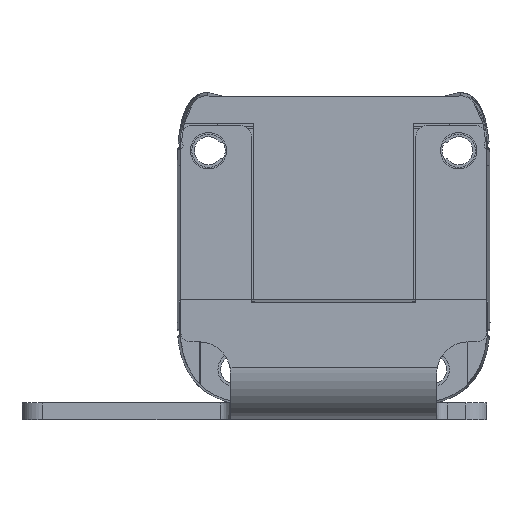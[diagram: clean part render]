
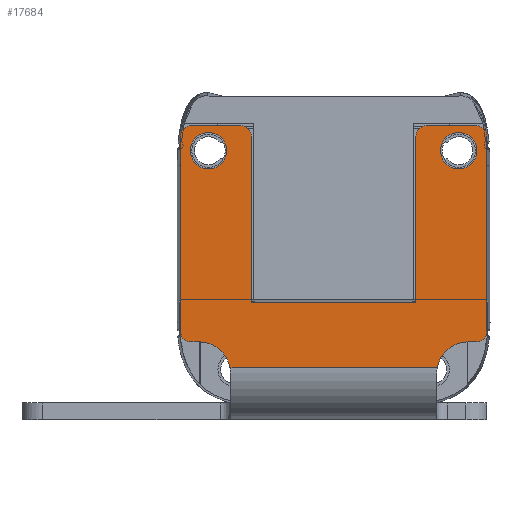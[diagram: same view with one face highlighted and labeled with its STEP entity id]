
A CAD part, front view. The second image highlights one B-rep face of the part: STEP entity #17684.
In plain terms, the highlighted planar face has unit normal (0, -1, 0).
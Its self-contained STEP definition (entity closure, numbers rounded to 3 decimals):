
#16743=DIRECTION('',(-1.,0.,0.));
#16744=VECTOR('',#16743,19.878);
#16745=CARTESIAN_POINT('',(9.939,105.8,-138.994));
#16746=LINE('',#16745,#16744);
#16766=CARTESIAN_POINT('',(12.89,105.8,-139.533));
#16767=DIRECTION('',(0.,1.,0.));
#16768=DIRECTION('',(-0.984,0.,0.18));
#16769=AXIS2_PLACEMENT_3D('',#16766,#16767,#16768);
#16771=CARTESIAN_POINT('',(-12.89,105.8,-139.533));
#16772=DIRECTION('',(0.,1.,0.));
#16773=DIRECTION('',(0.,0.,1.));
#16774=AXIS2_PLACEMENT_3D('',#16771,#16772,#16773);
#16776=CARTESIAN_POINT('',(-13.69,105.8,-135.533));
#16777=DIRECTION('',(0.,-1.,0.));
#16778=DIRECTION('',(-1.,0.,0.));
#16779=AXIS2_PLACEMENT_3D('',#16776,#16777,#16778);
#16781=DIRECTION('',(0.,0.,-1.));
#16782=VECTOR('',#16781,18.733);
#16783=CARTESIAN_POINT('',(-14.69,105.8,-116.8));
#16784=LINE('',#16783,#16782);
#16785=CARTESIAN_POINT('',(-13.69,105.8,-116.8));
#16786=DIRECTION('',(0.,-1.,0.));
#16787=DIRECTION('',(0.,0.,1.));
#16788=AXIS2_PLACEMENT_3D('',#16785,#16786,#16787);
#16790=DIRECTION('',(-1.,0.,0.));
#16791=VECTOR('',#16790,4.8);
#16792=CARTESIAN_POINT('',(-8.89,105.8,-115.8));
#16793=LINE('',#16792,#16791);
#16794=CARTESIAN_POINT('',(-8.89,105.8,-116.8));
#16795=DIRECTION('',(0.,-1.,0.));
#16796=DIRECTION('',(1.,0.,0.));
#16797=AXIS2_PLACEMENT_3D('',#16794,#16795,#16796);
#16799=DIRECTION('',(-1.,0.,0.));
#16800=VECTOR('',#16799,15.78);
#16801=CARTESIAN_POINT('',(7.89,105.8,-132.733));
#16802=LINE('',#16801,#16800);
#16803=DIRECTION('',(0.,0.,-1.));
#16804=VECTOR('',#16803,15.933);
#16805=CARTESIAN_POINT('',(7.89,105.8,-116.8));
#16806=LINE('',#16805,#16804);
#16807=CARTESIAN_POINT('',(8.89,105.8,-116.8));
#16808=DIRECTION('',(0.,-1.,0.));
#16809=DIRECTION('',(0.,0.,1.));
#16810=AXIS2_PLACEMENT_3D('',#16807,#16808,#16809);
#16812=CARTESIAN_POINT('',(13.69,105.8,-116.8));
#16813=DIRECTION('',(0.,-1.,0.));
#16814=DIRECTION('',(1.,0.,0.));
#16815=AXIS2_PLACEMENT_3D('',#16812,#16813,#16814);
#16817=CARTESIAN_POINT('',(13.69,105.8,-135.533));
#16818=DIRECTION('',(0.,-1.,0.));
#16819=DIRECTION('',(0.,0.,-1.));
#16820=AXIS2_PLACEMENT_3D('',#16817,#16818,#16819);
#16822=DIRECTION('',(1.,0.,0.));
#16823=VECTOR('',#16822,0.8);
#16824=CARTESIAN_POINT('',(12.89,105.8,-136.533));
#16825=LINE('',#16824,#16823);
#16826=CARTESIAN_POINT('',(-12.,105.8,-118.2));
#16827=DIRECTION('',(0.,1.,0.));
#16828=DIRECTION('',(0.,0.,1.));
#16829=AXIS2_PLACEMENT_3D('',#16826,#16827,#16828);
#16831=CARTESIAN_POINT('',(-12.,105.8,-118.2));
#16832=DIRECTION('',(0.,1.,0.));
#16833=DIRECTION('',(-1.,0.,0.));
#16834=AXIS2_PLACEMENT_3D('',#16831,#16832,#16833);
#16836=CARTESIAN_POINT('',(-12.,105.8,-118.2));
#16837=DIRECTION('',(0.,1.,0.));
#16838=DIRECTION('',(1.,0.,0.));
#16839=AXIS2_PLACEMENT_3D('',#16836,#16837,#16838);
#16841=CARTESIAN_POINT('',(12.,105.8,-118.2));
#16842=DIRECTION('',(0.,1.,0.));
#16843=DIRECTION('',(0.,0.,-1.));
#16844=AXIS2_PLACEMENT_3D('',#16841,#16842,#16843);
#16846=CARTESIAN_POINT('',(12.,105.8,-118.2));
#16847=DIRECTION('',(0.,1.,0.));
#16848=DIRECTION('',(1.,0.,0.));
#16849=AXIS2_PLACEMENT_3D('',#16846,#16847,#16848);
#16851=CARTESIAN_POINT('',(12.,105.8,-118.2));
#16852=DIRECTION('',(0.,1.,0.));
#16853=DIRECTION('',(0.,0.,1.));
#16854=AXIS2_PLACEMENT_3D('',#16851,#16852,#16853);
#16856=CARTESIAN_POINT('',(12.,105.8,-118.2));
#16857=DIRECTION('',(0.,1.,0.));
#16858=DIRECTION('',(-1.,0.,0.));
#16859=AXIS2_PLACEMENT_3D('',#16856,#16857,#16858);
#16861=DIRECTION('',(-1.,0.,0.));
#16862=VECTOR('',#16861,0.8);
#16863=CARTESIAN_POINT('',(-12.89,105.8,-136.533));
#16864=LINE('',#16863,#16862);
#16961=DIRECTION('',(0.,0.,-1.));
#16962=VECTOR('',#16961,18.733);
#16963=CARTESIAN_POINT('',(14.69,105.8,-116.8));
#16964=LINE('',#16963,#16962);
#16973=DIRECTION('',(1.,0.,0.));
#16974=VECTOR('',#16973,4.8);
#16975=CARTESIAN_POINT('',(8.89,105.8,-115.8));
#16976=LINE('',#16975,#16974);
#17001=DIRECTION('',(0.,0.,-1.));
#17002=VECTOR('',#17001,15.933);
#17003=CARTESIAN_POINT('',(-7.89,105.8,-116.8));
#17004=LINE('',#17003,#17002);
#17195=CARTESIAN_POINT('',(9.939,105.8,-138.994));
#17196=CARTESIAN_POINT('',(12.89,105.8,-136.533));
#17197=VERTEX_POINT('',#17195);
#17198=VERTEX_POINT('',#17196);
#17199=CARTESIAN_POINT('',(13.69,105.8,-136.533));
#17200=VERTEX_POINT('',#17199);
#17201=CARTESIAN_POINT('',(14.69,105.8,-135.533));
#17202=VERTEX_POINT('',#17201);
#17203=CARTESIAN_POINT('',(14.69,105.8,-116.8));
#17204=VERTEX_POINT('',#17203);
#17205=CARTESIAN_POINT('',(13.69,105.8,-115.8));
#17206=VERTEX_POINT('',#17205);
#17207=CARTESIAN_POINT('',(8.89,105.8,-115.8));
#17208=VERTEX_POINT('',#17207);
#17209=CARTESIAN_POINT('',(7.89,105.8,-116.8));
#17210=VERTEX_POINT('',#17209);
#17211=CARTESIAN_POINT('',(7.89,105.8,-132.733));
#17212=VERTEX_POINT('',#17211);
#17213=CARTESIAN_POINT('',(-7.89,105.8,-132.733));
#17214=VERTEX_POINT('',#17213);
#17215=CARTESIAN_POINT('',(-7.89,105.8,-116.8));
#17216=VERTEX_POINT('',#17215);
#17217=CARTESIAN_POINT('',(-8.89,105.8,-115.8));
#17218=VERTEX_POINT('',#17217);
#17219=CARTESIAN_POINT('',(-13.69,105.8,-115.8));
#17220=VERTEX_POINT('',#17219);
#17221=CARTESIAN_POINT('',(-14.69,105.8,-116.8));
#17222=VERTEX_POINT('',#17221);
#17223=CARTESIAN_POINT('',(-14.69,105.8,-135.533));
#17224=VERTEX_POINT('',#17223);
#17225=CARTESIAN_POINT('',(-13.69,105.8,-136.533));
#17226=VERTEX_POINT('',#17225);
#17227=CARTESIAN_POINT('',(-12.89,105.8,-136.533));
#17228=VERTEX_POINT('',#17227);
#17229=CARTESIAN_POINT('',(-9.939,105.8,-138.994));
#17230=VERTEX_POINT('',#17229);
#17276=CARTESIAN_POINT('',(-13.75,105.8,-118.2));
#17278=VERTEX_POINT('',#17276);
#17280=CARTESIAN_POINT('',(-10.25,105.8,-118.2));
#17282=VERTEX_POINT('',#17280);
#17283=CARTESIAN_POINT('',(-12.,105.8,-116.45));
#17284=VERTEX_POINT('',#17283);
#17286=CARTESIAN_POINT('',(13.75,105.8,-118.2));
#17288=VERTEX_POINT('',#17286);
#17290=CARTESIAN_POINT('',(10.25,105.8,-118.2));
#17292=VERTEX_POINT('',#17290);
#17293=CARTESIAN_POINT('',(12.,105.8,-119.95));
#17294=VERTEX_POINT('',#17293);
#17295=CARTESIAN_POINT('',(12.,105.8,-116.45));
#17296=VERTEX_POINT('',#17295);
#17626=CARTESIAN_POINT('',(-9.89,105.8,-142.394));
#17627=DIRECTION('',(0.,-1.,0.));
#17628=DIRECTION('',(-1.,0.,0.));
#17629=AXIS2_PLACEMENT_3D('',#17626,#17627,#17628);
#17630=PLANE('',#17629);
#17631=ORIENTED_EDGE('',*,*,#17565,.F.);
#17632=ORIENTED_EDGE('',*,*,#17595,.T.);
#17633=ORIENTED_EDGE('',*,*,#17613,.F.);
#17635=ORIENTED_EDGE('',*,*,#17634,.T.);
#17637=ORIENTED_EDGE('',*,*,#17636,.F.);
#17639=ORIENTED_EDGE('',*,*,#17638,.F.);
#17641=ORIENTED_EDGE('',*,*,#17640,.F.);
#17643=ORIENTED_EDGE('',*,*,#17642,.F.);
#17645=ORIENTED_EDGE('',*,*,#17644,.F.);
#17647=ORIENTED_EDGE('',*,*,#17646,.T.);
#17649=ORIENTED_EDGE('',*,*,#17648,.F.);
#17651=ORIENTED_EDGE('',*,*,#17650,.F.);
#17653=ORIENTED_EDGE('',*,*,#17652,.F.);
#17655=ORIENTED_EDGE('',*,*,#17654,.T.);
#17657=ORIENTED_EDGE('',*,*,#17656,.F.);
#17659=ORIENTED_EDGE('',*,*,#17658,.T.);
#17661=ORIENTED_EDGE('',*,*,#17660,.F.);
#17663=ORIENTED_EDGE('',*,*,#17662,.F.);
#17664=EDGE_LOOP('',(#17631,#17632,#17633,#17635,#17637,#17639,#17641,#17643,
#17645,#17647,#17649,#17651,#17653,#17655,#17657,#17659,#17661,#17663));
#17665=FACE_OUTER_BOUND('',#17664,.F.);
#17667=ORIENTED_EDGE('',*,*,#17666,.F.);
#17669=ORIENTED_EDGE('',*,*,#17668,.F.);
#17671=ORIENTED_EDGE('',*,*,#17670,.F.);
#17672=EDGE_LOOP('',(#17667,#17669,#17671));
#17673=FACE_BOUND('',#17672,.F.);
#17675=ORIENTED_EDGE('',*,*,#17674,.F.);
#17677=ORIENTED_EDGE('',*,*,#17676,.F.);
#17679=ORIENTED_EDGE('',*,*,#17678,.F.);
#17681=ORIENTED_EDGE('',*,*,#17680,.F.);
#17682=EDGE_LOOP('',(#17675,#17677,#17679,#17681));
#17683=FACE_BOUND('',#17682,.F.);
#16770=CIRCLE('',#16769,3.);
#16775=CIRCLE('',#16774,3.);
#16780=CIRCLE('',#16779,1.);
#16789=CIRCLE('',#16788,1.);
#16798=CIRCLE('',#16797,1.);
#16811=CIRCLE('',#16810,1.);
#16816=CIRCLE('',#16815,1.);
#16821=CIRCLE('',#16820,1.);
#16830=CIRCLE('',#16829,1.75);
#16835=CIRCLE('',#16834,1.75);
#16840=CIRCLE('',#16839,1.75);
#16845=CIRCLE('',#16844,1.75);
#16850=CIRCLE('',#16849,1.75);
#16855=CIRCLE('',#16854,1.75);
#16860=CIRCLE('',#16859,1.75);
#17565=EDGE_CURVE('',#17197,#17198,#16770,.T.);
#17595=EDGE_CURVE('',#17197,#17230,#16746,.T.);
#17613=EDGE_CURVE('',#17228,#17230,#16775,.T.);
#17634=EDGE_CURVE('',#17228,#17226,#16864,.T.);
#17636=EDGE_CURVE('',#17224,#17226,#16780,.T.);
#17638=EDGE_CURVE('',#17222,#17224,#16784,.T.);
#17640=EDGE_CURVE('',#17220,#17222,#16789,.T.);
#17642=EDGE_CURVE('',#17218,#17220,#16793,.T.);
#17644=EDGE_CURVE('',#17216,#17218,#16798,.T.);
#17646=EDGE_CURVE('',#17216,#17214,#17004,.T.);
#17648=EDGE_CURVE('',#17212,#17214,#16802,.T.);
#17650=EDGE_CURVE('',#17210,#17212,#16806,.T.);
#17652=EDGE_CURVE('',#17208,#17210,#16811,.T.);
#17654=EDGE_CURVE('',#17208,#17206,#16976,.T.);
#17656=EDGE_CURVE('',#17204,#17206,#16816,.T.);
#17658=EDGE_CURVE('',#17204,#17202,#16964,.T.);
#17660=EDGE_CURVE('',#17200,#17202,#16821,.T.);
#17662=EDGE_CURVE('',#17198,#17200,#16825,.T.);
#17666=EDGE_CURVE('',#17284,#17282,#16830,.T.);
#17668=EDGE_CURVE('',#17278,#17284,#16835,.T.);
#17670=EDGE_CURVE('',#17282,#17278,#16840,.T.);
#17674=EDGE_CURVE('',#17294,#17292,#16845,.T.);
#17676=EDGE_CURVE('',#17288,#17294,#16850,.T.);
#17678=EDGE_CURVE('',#17296,#17288,#16855,.T.);
#17680=EDGE_CURVE('',#17292,#17296,#16860,.T.);
#17684=ADVANCED_FACE('',(#17665,#17673,#17683),#17630,.T.);
